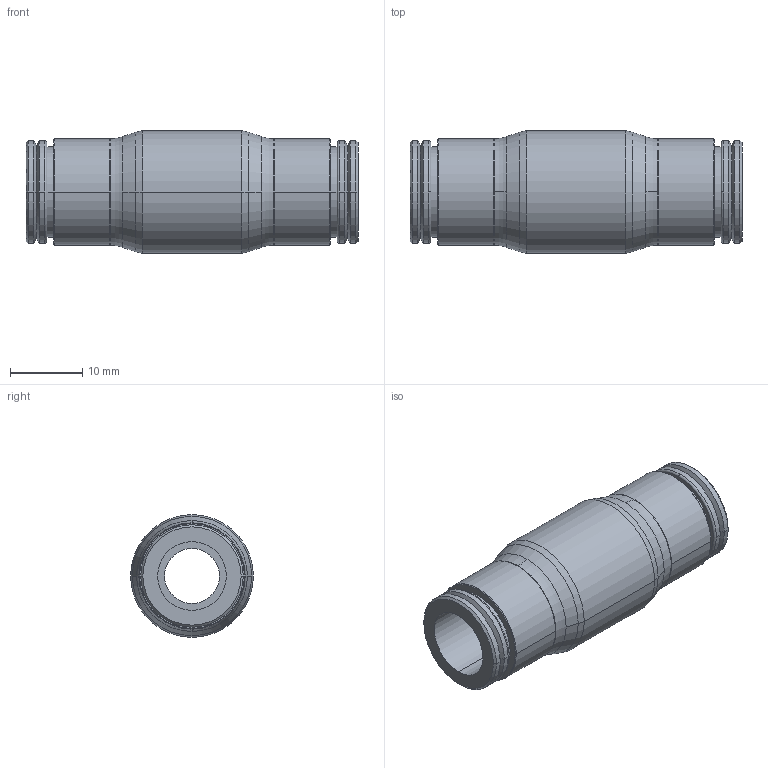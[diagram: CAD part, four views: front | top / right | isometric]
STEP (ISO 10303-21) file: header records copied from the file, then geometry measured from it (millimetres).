
FILE_DESCRIPTION(('STEP AP214'),'1');
FILE_NAME('3806_60_00.stp','2016-07-07T14:27:09',('TraceParts'),('TraceParts S.A.'),'Spatial InterOp 3D',' ',' ');
FILE_SCHEMA(('automotive_design'));
Length unit declared in the file: millimetre
Products named in the file (1): 1
Bounding box: 45.97 x 17 x 17 mm (x, y, z)
Volume: 5375.5 mm3; surface area: 4039.5 mm2
Topology: 1 solids, 1 shells, 68 faces, 150 edges, 90 vertices
Faces by surface type: cone 24, cylinder 24, torus 12, plane 8
Entity records: 1915 total; most frequent: DIRECTION 390, CARTESIAN_POINT 309, ORIENTED_EDGE 300, AXIS2_PLACEMENT_3D 171, EDGE_CURVE 150, CIRCLE 102, VERTEX_POINT 90, EDGE_LOOP 76
